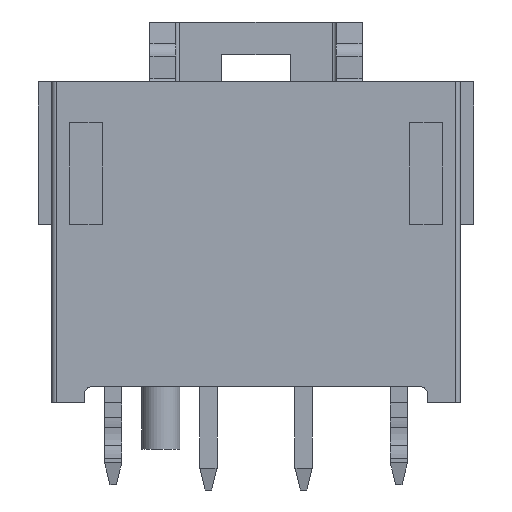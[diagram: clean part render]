
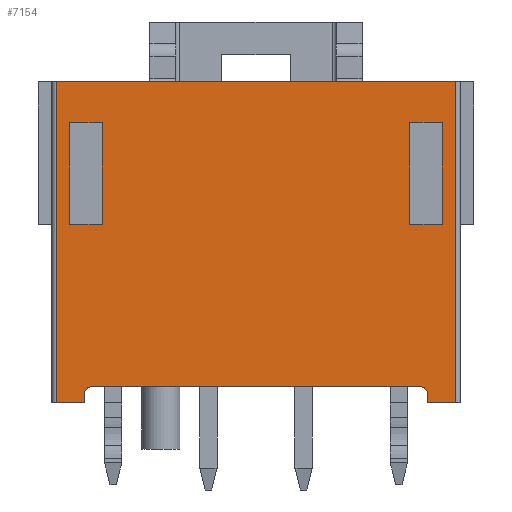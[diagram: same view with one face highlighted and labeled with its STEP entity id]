
A CAD part, front view. The second image highlights one B-rep face of the part: STEP entity #7154.
In plain terms, the highlighted planar face has unit normal (0, -1, 0).
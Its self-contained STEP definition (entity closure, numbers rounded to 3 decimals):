
#1=DIRECTION('',(0.,0.,-1.));
#2=VECTOR('',#1,11.8);
#3=CARTESIAN_POINT('',(-7.35,-5.,5.9));
#4=LINE('',#3,#2);
#5=DIRECTION('',(1.,0.,0.));
#6=VECTOR('',#5,14.7);
#7=CARTESIAN_POINT('',(-7.35,-5.,5.9));
#8=LINE('',#7,#6);
#9=DIRECTION('',(0.,0.,1.));
#10=VECTOR('',#9,11.8);
#11=CARTESIAN_POINT('',(7.35,-5.,-5.9));
#12=LINE('',#11,#10);
#13=DIRECTION('',(-1.,0.,0.));
#14=VECTOR('',#13,1.05);
#15=CARTESIAN_POINT('',(7.35,-5.,-5.9));
#16=LINE('',#15,#14);
#17=DIRECTION('',(0.,0.,1.));
#18=VECTOR('',#17,0.35);
#19=CARTESIAN_POINT('',(6.3,-5.,-5.9));
#20=LINE('',#19,#18);
#21=CARTESIAN_POINT('',(6.05,-5.,-5.55));
#22=DIRECTION('',(0.,1.,0.));
#23=DIRECTION('',(0.,0.,1.));
#24=AXIS2_PLACEMENT_3D('',#21,#22,#23);
#26=DIRECTION('',(1.,0.,0.));
#27=VECTOR('',#26,12.1);
#28=CARTESIAN_POINT('',(-6.05,-5.,-5.3));
#29=LINE('',#28,#27);
#30=CARTESIAN_POINT('',(-6.05,-5.,-5.55));
#31=DIRECTION('',(0.,1.,0.));
#32=DIRECTION('',(-1.,0.,0.));
#33=AXIS2_PLACEMENT_3D('',#30,#31,#32);
#35=DIRECTION('',(0.,0.,1.));
#36=VECTOR('',#35,0.35);
#37=CARTESIAN_POINT('',(-6.3,-5.,-5.9));
#38=LINE('',#37,#36);
#39=DIRECTION('',(-1.,0.,0.));
#40=VECTOR('',#39,1.05);
#41=CARTESIAN_POINT('',(-6.3,-5.,-5.9));
#42=LINE('',#41,#40);
#43=DIRECTION('',(0.,0.,-1.));
#44=VECTOR('',#43,3.74);
#45=CARTESIAN_POINT('',(-6.85,-5.,4.4));
#46=LINE('',#45,#44);
#47=DIRECTION('',(1.,0.,0.));
#48=VECTOR('',#47,1.2);
#49=CARTESIAN_POINT('',(-6.85,-5.,0.66));
#50=LINE('',#49,#48);
#51=DIRECTION('',(0.,0.,1.));
#52=VECTOR('',#51,3.74);
#53=CARTESIAN_POINT('',(-5.65,-5.,0.66));
#54=LINE('',#53,#52);
#55=DIRECTION('',(-1.,0.,0.));
#56=VECTOR('',#55,1.2);
#57=CARTESIAN_POINT('',(-5.65,-5.,4.4));
#58=LINE('',#57,#56);
#59=DIRECTION('',(-1.,0.,0.));
#60=VECTOR('',#59,1.2);
#61=CARTESIAN_POINT('',(6.85,-5.,4.4));
#62=LINE('',#61,#60);
#63=DIRECTION('',(0.,0.,-1.));
#64=VECTOR('',#63,3.74);
#65=CARTESIAN_POINT('',(5.65,-5.,4.4));
#66=LINE('',#65,#64);
#67=DIRECTION('',(1.,0.,0.));
#68=VECTOR('',#67,1.2);
#69=CARTESIAN_POINT('',(5.65,-5.,0.66));
#70=LINE('',#69,#68);
#71=DIRECTION('',(0.,0.,1.));
#72=VECTOR('',#71,3.74);
#73=CARTESIAN_POINT('',(6.85,-5.,0.66));
#74=LINE('',#73,#72);
#5469=CARTESIAN_POINT('',(-6.3,-5.,-5.9));
#5470=CARTESIAN_POINT('',(-6.3,-5.,-5.55));
#5471=VERTEX_POINT('',#5469);
#5472=VERTEX_POINT('',#5470);
#5473=CARTESIAN_POINT('',(-6.05,-5.,-5.3));
#5474=VERTEX_POINT('',#5473);
#5475=CARTESIAN_POINT('',(6.05,-5.,-5.3));
#5476=VERTEX_POINT('',#5475);
#5477=CARTESIAN_POINT('',(6.3,-5.,-5.55));
#5478=VERTEX_POINT('',#5477);
#5479=CARTESIAN_POINT('',(6.3,-5.,-5.9));
#5480=VERTEX_POINT('',#5479);
#6414=CARTESIAN_POINT('',(-7.35,-5.,-5.9));
#6416=VERTEX_POINT('',#6414);
#6420=CARTESIAN_POINT('',(-7.35,-5.,5.9));
#6421=VERTEX_POINT('',#6420);
#6430=CARTESIAN_POINT('',(7.35,-5.,5.9));
#6432=VERTEX_POINT('',#6430);
#6436=CARTESIAN_POINT('',(7.35,-5.,-5.9));
#6437=VERTEX_POINT('',#6436);
#7091=CARTESIAN_POINT('',(-6.85,-5.,4.4));
#7092=CARTESIAN_POINT('',(-6.85,-5.,0.66));
#7093=VERTEX_POINT('',#7091);
#7094=VERTEX_POINT('',#7092);
#7095=CARTESIAN_POINT('',(-5.65,-5.,0.66));
#7096=VERTEX_POINT('',#7095);
#7097=CARTESIAN_POINT('',(-5.65,-5.,4.4));
#7098=VERTEX_POINT('',#7097);
#7099=CARTESIAN_POINT('',(6.85,-5.,4.4));
#7100=CARTESIAN_POINT('',(5.65,-5.,4.4));
#7101=VERTEX_POINT('',#7099);
#7102=VERTEX_POINT('',#7100);
#7103=CARTESIAN_POINT('',(5.65,-5.,0.66));
#7104=VERTEX_POINT('',#7103);
#7105=CARTESIAN_POINT('',(6.85,-5.,0.66));
#7106=VERTEX_POINT('',#7105);
#7107=CARTESIAN_POINT('',(0.,-5.,0.));
#7108=DIRECTION('',(0.,1.,0.));
#7109=DIRECTION('',(1.,0.,0.));
#7110=AXIS2_PLACEMENT_3D('',#7107,#7108,#7109);
#7111=PLANE('',#7110);
#7113=ORIENTED_EDGE('',*,*,#7112,.F.);
#7115=ORIENTED_EDGE('',*,*,#7114,.T.);
#7117=ORIENTED_EDGE('',*,*,#7116,.F.);
#7119=ORIENTED_EDGE('',*,*,#7118,.T.);
#7121=ORIENTED_EDGE('',*,*,#7120,.T.);
#7123=ORIENTED_EDGE('',*,*,#7122,.F.);
#7125=ORIENTED_EDGE('',*,*,#7124,.F.);
#7127=ORIENTED_EDGE('',*,*,#7126,.F.);
#7129=ORIENTED_EDGE('',*,*,#7128,.F.);
#7131=ORIENTED_EDGE('',*,*,#7130,.T.);
#7132=EDGE_LOOP('',(#7113,#7115,#7117,#7119,#7121,#7123,#7125,#7127,#7129,
#7131));
#7133=FACE_OUTER_BOUND('',#7132,.F.);
#7135=ORIENTED_EDGE('',*,*,#7134,.T.);
#7137=ORIENTED_EDGE('',*,*,#7136,.T.);
#7139=ORIENTED_EDGE('',*,*,#7138,.T.);
#7141=ORIENTED_EDGE('',*,*,#7140,.T.);
#7142=EDGE_LOOP('',(#7135,#7137,#7139,#7141));
#7143=FACE_BOUND('',#7142,.F.);
#7145=ORIENTED_EDGE('',*,*,#7144,.T.);
#7147=ORIENTED_EDGE('',*,*,#7146,.T.);
#7149=ORIENTED_EDGE('',*,*,#7148,.T.);
#7151=ORIENTED_EDGE('',*,*,#7150,.T.);
#7152=EDGE_LOOP('',(#7145,#7147,#7149,#7151));
#7153=FACE_BOUND('',#7152,.F.);
#7154=ADVANCED_FACE('',(#7133,#7143,#7153),#7111,.F.);
#25=CIRCLE('',#24,0.25);
#34=CIRCLE('',#33,0.25);
#7112=EDGE_CURVE('',#6421,#6416,#4,.T.);
#7114=EDGE_CURVE('',#6421,#6432,#8,.T.);
#7116=EDGE_CURVE('',#6437,#6432,#12,.T.);
#7118=EDGE_CURVE('',#6437,#5480,#16,.T.);
#7120=EDGE_CURVE('',#5480,#5478,#20,.T.);
#7122=EDGE_CURVE('',#5476,#5478,#25,.T.);
#7124=EDGE_CURVE('',#5474,#5476,#29,.T.);
#7126=EDGE_CURVE('',#5472,#5474,#34,.T.);
#7128=EDGE_CURVE('',#5471,#5472,#38,.T.);
#7130=EDGE_CURVE('',#5471,#6416,#42,.T.);
#7134=EDGE_CURVE('',#7093,#7094,#46,.T.);
#7136=EDGE_CURVE('',#7094,#7096,#50,.T.);
#7138=EDGE_CURVE('',#7096,#7098,#54,.T.);
#7140=EDGE_CURVE('',#7098,#7093,#58,.T.);
#7144=EDGE_CURVE('',#7101,#7102,#62,.T.);
#7146=EDGE_CURVE('',#7102,#7104,#66,.T.);
#7148=EDGE_CURVE('',#7104,#7106,#70,.T.);
#7150=EDGE_CURVE('',#7106,#7101,#74,.T.);
